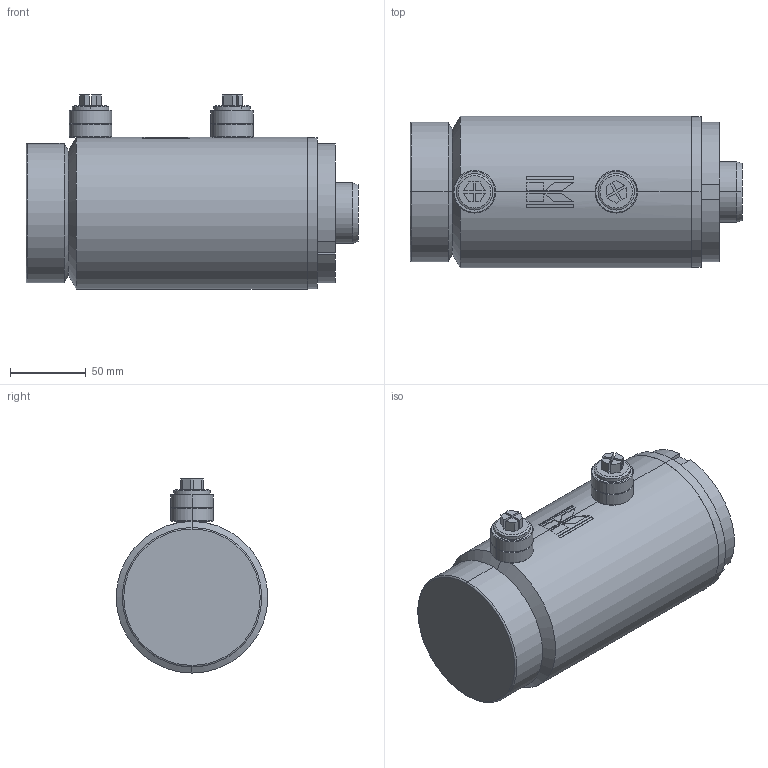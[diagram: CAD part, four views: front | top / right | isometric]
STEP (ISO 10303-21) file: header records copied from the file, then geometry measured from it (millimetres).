
FILE_DESCRIPTION (( 'STEP AP214' ), '1' );
FILE_NAME ('CFGCY0063922-Cylinder.step', '2024-01-23T14:45:02', ( 'Kramp IT' ), ( 'Kramp' ), 'SwSTEP 2.0', 'SolidWorks 2021', '' );
FILE_SCHEMA (( 'AUTOMOTIVE_DESIGN' ));
Length unit declared in the file: millimetre
Products named in the file (17): DS3908001A; Tube-MA_Simplified; DS3908004VM_Simplified; LSNM1815; Rod_Simplified; DS3908004_Simplified; ATT-NONE; SPM18M; DS3908013040_Simplified; DS3908013040VM_Simplified; DS2909015; Tube_Simplified; MATE-AID; Rod-WA_Simplified; CFGCY0063922-Cylinder; Tube-WA_Simplified
Assembly tree (16 placements, depth 4):
  ATT-NONE
  MATE-AID
  CFGCY0063922-Cylinder
    Tube-WA_Simplified
      Tube-MA_Simplified
        Tube_Simplified
        LSNM1815
      LSNM1815
      DS3908001A
        DS3908001A
    Rod-WA_Simplified
      Rod_Simplified
    DS3908013040VM_Simplified
      DS3908013040_Simplified
    DS3908004VM_Simplified
      DS3908004_Simplified
    DS2909015
    SPM18M  x2
Bounding box: 219 x 100 x 128 mm (x, y, z)
Volume: 1408367.7 mm3; surface area: 221453.5 mm2
Topology: 10 solids, 10 shells, 328 faces, 740 edges, 466 vertices
Faces by surface type: plane 131, cylinder 111, cone 64, torus 18, bspline 4
Entity records: 8668 total; most frequent: CARTESIAN_POINT 1515, DIRECTION 1266, ORIENTED_EDGE 1072, EDGE_CURVE 536, AXIS2_PLACEMENT_3D 501, VERTEX_POINT 338, EDGE_LOOP 278, LINE 264
